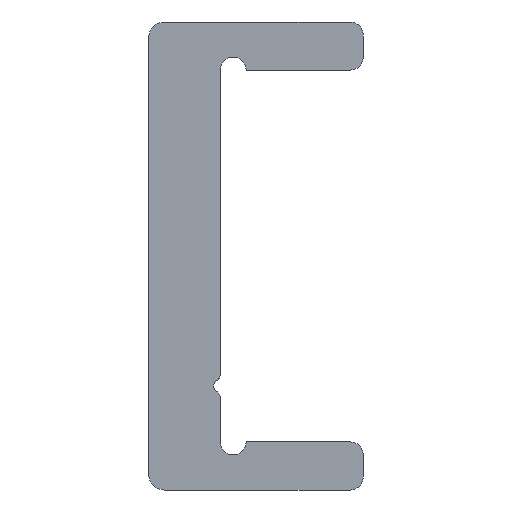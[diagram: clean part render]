
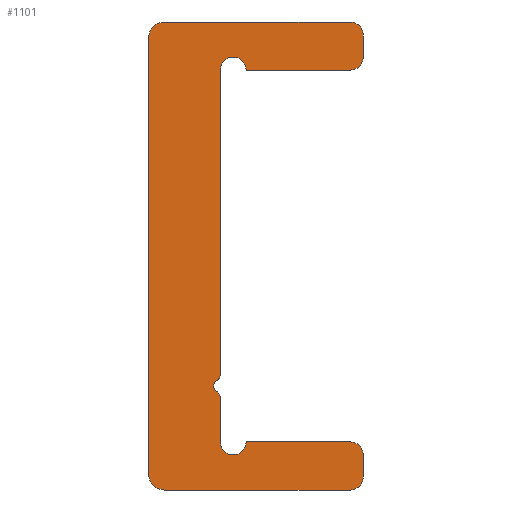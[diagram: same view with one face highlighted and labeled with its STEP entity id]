
A CAD part, left-side view. The second image highlights one B-rep face of the part: STEP entity #1101.
In plain terms, the highlighted planar face has unit normal (-1, 0, 0).
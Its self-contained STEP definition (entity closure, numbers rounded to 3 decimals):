
#344=CARTESIAN_POINT('',(0.0,1.375,-4.567));
#345=VERTEX_POINT('',#344);
#352=CARTESIAN_POINT('',(0.0,1.5,-4.783));
#353=VERTEX_POINT('',#352);
#354=CARTESIAN_POINT('',(0.0,1.625,-4.567));
#355=DIRECTION('',(1.0,0.0,0.0));
#356=DIRECTION('',(0.0,-1.0,0.0));
#357=AXIS2_PLACEMENT_3D('',#354,#355,#356);
#358=CIRCLE('',#357,0.25);
#359=EDGE_CURVE('',#345,#353,#358,.T.);
#469=CARTESIAN_POINT('',(0.0,1.375,7.15));
#470=VERTEX_POINT('',#469);
#477=CARTESIAN_POINT('',(0.0,1.375,7.15));
#478=DIRECTION('',(0.0,0.0,-1.0));
#479=VECTOR('',#478,11.717);
#480=LINE('',#477,#479);
#481=EDGE_CURVE('',#470,#345,#480,.T.);
#509=CARTESIAN_POINT('',(0.0,-4.125,-8.5));
#510=VERTEX_POINT('',#509);
#517=CARTESIAN_POINT('',(0.0,-3.625,-9.0));
#518=VERTEX_POINT('',#517);
#519=CARTESIAN_POINT('',(0.0,-3.625,-8.5));
#520=DIRECTION('',(1.0,0.0,0.0));
#521=DIRECTION('',(0.0,-1.0,0.0));
#522=AXIS2_PLACEMENT_3D('',#519,#520,#521);
#523=CIRCLE('',#522,0.5);
#524=EDGE_CURVE('',#510,#518,#523,.T.);
#548=CARTESIAN_POINT('',(0.0,-4.125,-7.65));
#549=VERTEX_POINT('',#548);
#556=CARTESIAN_POINT('',(0.0,-4.125,-7.65));
#557=DIRECTION('',(0.0,0.0,-1.0));
#558=VECTOR('',#557,0.85);
#559=LINE('',#556,#558);
#560=EDGE_CURVE('',#549,#510,#559,.T.);
#580=CARTESIAN_POINT('',(0.0,-3.625,-7.15));
#581=VERTEX_POINT('',#580);
#588=CARTESIAN_POINT('',(0.0,-3.625,-7.65));
#589=DIRECTION('',(1.0,0.0,0.0));
#590=DIRECTION('',(0.0,0.0,1.0));
#591=AXIS2_PLACEMENT_3D('',#588,#589,#590);
#592=CIRCLE('',#591,0.5);
#593=EDGE_CURVE('',#581,#549,#592,.T.);
#612=CARTESIAN_POINT('',(0.0,0.375,-7.15));
#613=VERTEX_POINT('',#612);
#620=CARTESIAN_POINT('',(0.0,0.375,-7.15));
#621=DIRECTION('',(0.0,-1.0,0.0));
#622=VECTOR('',#621,4.);
#623=LINE('',#620,#622);
#624=EDGE_CURVE('',#613,#581,#623,.T.);
#644=CARTESIAN_POINT('',(0.0,1.375,-7.15));
#645=VERTEX_POINT('',#644);
#652=CARTESIAN_POINT('',(0.0,0.875,-7.15));
#653=DIRECTION('',(-1.0,0.0,0.0));
#654=DIRECTION('',(0.0,1.,0.));
#655=AXIS2_PLACEMENT_3D('',#652,#653,#654);
#656=CIRCLE('',#655,0.5);
#657=EDGE_CURVE('',#645,#613,#656,.T.);
#676=CARTESIAN_POINT('',(0.0,1.375,-5.433));
#677=VERTEX_POINT('',#676);
#684=CARTESIAN_POINT('',(0.0,1.375,-5.433));
#685=DIRECTION('',(0.0,0.0,-1.0));
#686=VECTOR('',#685,1.717);
#687=LINE('',#684,#686);
#688=EDGE_CURVE('',#677,#645,#687,.T.);
#708=CARTESIAN_POINT('',(0.0,1.5,-5.217));
#709=VERTEX_POINT('',#708);
#716=CARTESIAN_POINT('',(0.0,1.625,-5.433));
#717=DIRECTION('',(1.0,0.0,0.0));
#718=DIRECTION('',(0.0,-0.5,0.866));
#719=AXIS2_PLACEMENT_3D('',#716,#717,#718);
#720=CIRCLE('',#719,0.25);
#721=EDGE_CURVE('',#709,#677,#720,.T.);
#740=CARTESIAN_POINT('',(0.0,1.375,-5.0));
#741=DIRECTION('',(-1.0,0.0,0.0));
#742=DIRECTION('',(0.0,-0.5,0.866));
#743=AXIS2_PLACEMENT_3D('',#740,#741,#742);
#744=CIRCLE('',#743,0.25);
#745=EDGE_CURVE('',#353,#709,#744,.T.);
#765=CARTESIAN_POINT('',(0.0,0.375,7.15));
#766=VERTEX_POINT('',#765);
#773=CARTESIAN_POINT('',(0.0,0.875,7.15));
#774=DIRECTION('',(-1.0,0.0,0.0));
#775=DIRECTION('',(0.0,-1.0,0.0));
#776=AXIS2_PLACEMENT_3D('',#773,#774,#775);
#777=CIRCLE('',#776,0.5);
#778=EDGE_CURVE('',#766,#470,#777,.T.);
#797=CARTESIAN_POINT('',(0.0,-3.625,7.15));
#798=VERTEX_POINT('',#797);
#805=CARTESIAN_POINT('',(0.0,-3.625,7.15));
#806=DIRECTION('',(0.0,1.0,0.0));
#807=VECTOR('',#806,4.0);
#808=LINE('',#805,#807);
#809=EDGE_CURVE('',#798,#766,#808,.T.);
#829=CARTESIAN_POINT('',(0.0,-4.125,7.65));
#830=VERTEX_POINT('',#829);
#837=CARTESIAN_POINT('',(0.0,-3.625,7.65));
#838=DIRECTION('',(1.0,0.0,0.0));
#839=DIRECTION('',(0.0,-1.0,0.0));
#840=AXIS2_PLACEMENT_3D('',#837,#838,#839);
#841=CIRCLE('',#840,0.5);
#842=EDGE_CURVE('',#830,#798,#841,.T.);
#861=CARTESIAN_POINT('',(0.0,-4.125,8.5));
#862=VERTEX_POINT('',#861);
#869=CARTESIAN_POINT('',(0.0,-4.125,8.5));
#870=DIRECTION('',(0.0,0.0,-1.0));
#871=VECTOR('',#870,0.85);
#872=LINE('',#869,#871);
#873=EDGE_CURVE('',#862,#830,#872,.T.);
#893=CARTESIAN_POINT('',(0.0,-3.625,9.0));
#894=VERTEX_POINT('',#893);
#901=CARTESIAN_POINT('',(0.0,-3.625,8.5));
#902=DIRECTION('',(1.0,0.0,0.0));
#903=DIRECTION('',(0.0,0.0,1.0));
#904=AXIS2_PLACEMENT_3D('',#901,#902,#903);
#905=CIRCLE('',#904,0.5);
#906=EDGE_CURVE('',#894,#862,#905,.T.);
#925=CARTESIAN_POINT('',(0.0,3.525,9.0));
#926=VERTEX_POINT('',#925);
#933=CARTESIAN_POINT('',(0.0,3.525,9.0));
#934=DIRECTION('',(0.0,-1.0,0.0));
#935=VECTOR('',#934,7.15);
#936=LINE('',#933,#935);
#937=EDGE_CURVE('',#926,#894,#936,.T.);
#957=CARTESIAN_POINT('',(0.0,4.125,8.4));
#958=VERTEX_POINT('',#957);
#965=CARTESIAN_POINT('',(0.0,3.525,8.4));
#966=DIRECTION('',(1.0,0.0,0.0));
#967=DIRECTION('',(0.0,1.0,0.0));
#968=AXIS2_PLACEMENT_3D('',#965,#966,#967);
#969=CIRCLE('',#968,0.6);
#970=EDGE_CURVE('',#958,#926,#969,.T.);
#989=CARTESIAN_POINT('',(0.0,4.125,-8.4));
#990=VERTEX_POINT('',#989);
#997=CARTESIAN_POINT('',(0.0,4.125,-8.4));
#998=DIRECTION('',(0.0,0.0,1.0));
#999=VECTOR('',#998,16.8);
#1000=LINE('',#997,#999);
#1001=EDGE_CURVE('',#990,#958,#1000,.T.);
#1033=CARTESIAN_POINT('',(0.0,3.525,-9.0));
#1034=VERTEX_POINT('',#1033);
#1041=CARTESIAN_POINT('',(0.0,3.525,-8.4));
#1042=DIRECTION('',(1.0,0.0,0.0));
#1043=DIRECTION('',(0.0,0.0,-1.0));
#1044=AXIS2_PLACEMENT_3D('',#1041,#1042,#1043);
#1045=CIRCLE('',#1044,0.6);
#1046=EDGE_CURVE('',#1034,#990,#1045,.T.);
#1064=CARTESIAN_POINT('',(0.0,-3.625,-9.0));
#1065=DIRECTION('',(0.0,1.0,0.0));
#1066=VECTOR('',#1065,7.15);
#1067=LINE('',#1064,#1066);
#1068=EDGE_CURVE('',#518,#1034,#1067,.T.);
#1074=CARTESIAN_POINT('',(0.0,1.046,-0.014));
#1075=DIRECTION('',(1.0,0.0,0.0));
#1076=DIRECTION('',(0.0,0.0,-1.0));
#1077=AXIS2_PLACEMENT_3D('',#1074,#1075,#1076);
#1078=PLANE('',#1077);
#1079=ORIENTED_EDGE('',*,*,#1068,.F.);
#1080=ORIENTED_EDGE('',*,*,#524,.F.);
#1081=ORIENTED_EDGE('',*,*,#560,.F.);
#1082=ORIENTED_EDGE('',*,*,#593,.F.);
#1083=ORIENTED_EDGE('',*,*,#624,.F.);
#1084=ORIENTED_EDGE('',*,*,#657,.F.);
#1085=ORIENTED_EDGE('',*,*,#688,.F.);
#1086=ORIENTED_EDGE('',*,*,#721,.F.);
#1087=ORIENTED_EDGE('',*,*,#745,.F.);
#1088=ORIENTED_EDGE('',*,*,#359,.F.);
#1089=ORIENTED_EDGE('',*,*,#481,.F.);
#1090=ORIENTED_EDGE('',*,*,#778,.F.);
#1091=ORIENTED_EDGE('',*,*,#809,.F.);
#1092=ORIENTED_EDGE('',*,*,#842,.F.);
#1093=ORIENTED_EDGE('',*,*,#873,.F.);
#1094=ORIENTED_EDGE('',*,*,#906,.F.);
#1095=ORIENTED_EDGE('',*,*,#937,.F.);
#1096=ORIENTED_EDGE('',*,*,#970,.F.);
#1097=ORIENTED_EDGE('',*,*,#1001,.F.);
#1098=ORIENTED_EDGE('',*,*,#1046,.F.);
#1099=EDGE_LOOP('',(#1079,#1080,#1081,#1082,#1083,#1084,#1085,#1086,#1087,#1088,#1089,#1090,#1091,#1092,#1093,#1094,#1095,#1096,#1097,#1098));
#1100=FACE_OUTER_BOUND('',#1099,.T.);
#1101=ADVANCED_FACE('',(#1100),#1078,.F.);
